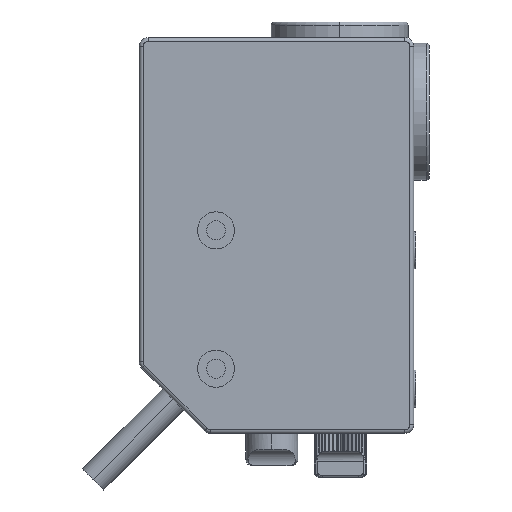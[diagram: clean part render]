
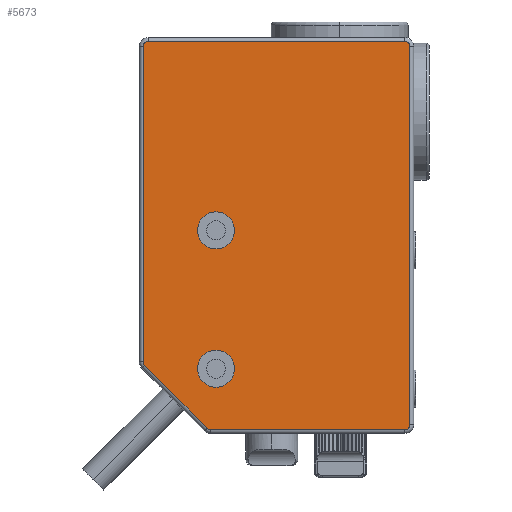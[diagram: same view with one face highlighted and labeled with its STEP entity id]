
A CAD part, left-side view. The second image highlights one B-rep face of the part: STEP entity #5673.
In plain terms, the highlighted face is planar.
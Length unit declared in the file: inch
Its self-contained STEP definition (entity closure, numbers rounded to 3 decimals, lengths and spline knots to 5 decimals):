
#2=CARTESIAN_POINT('',(1.618,0.,1.575));
#3=DIRECTION('',(0.,-1.,0.));
#4=DIRECTION('',(-1.,0.,0.));
#5=AXIS2_PLACEMENT_3D('',#2,#3,#4);
#7=CARTESIAN_POINT('',(1.618,0.,1.575));
#8=DIRECTION('',(0.,-1.,0.));
#9=DIRECTION('',(1.,0.,0.));
#10=AXIS2_PLACEMENT_3D('',#7,#8,#9);
#12=CARTESIAN_POINT('',(0.516,0.,1.575));
#13=DIRECTION('',(0.,-1.,0.));
#14=DIRECTION('',(-1.,0.,0.));
#15=AXIS2_PLACEMENT_3D('',#12,#13,#14);
#17=CARTESIAN_POINT('',(0.516,0.,1.575));
#18=DIRECTION('',(0.,-1.,0.));
#19=DIRECTION('',(1.,0.,0.));
#20=AXIS2_PLACEMENT_3D('',#17,#18,#19);
#22=DIRECTION('',(0.,0.,1.));
#23=VECTOR('',#22,1.54601);
#24=CARTESIAN_POINT('',(0.03,0.,0.07));
#25=LINE('',#24,#23);
#45=CARTESIAN_POINT('',(0.07,0.,0.07));
#46=DIRECTION('',(0.,-1.,0.));
#47=DIRECTION('',(-1.,0.,0.));
#48=AXIS2_PLACEMENT_3D('',#45,#46,#47);
#286=DIRECTION('',(-1.,0.,0.));
#287=VECTOR('',#286,3.013);
#288=CARTESIAN_POINT('',(3.083,0.,0.03));
#289=LINE('',#288,#287);
#314=CARTESIAN_POINT('',(3.083,0.,0.07));
#315=DIRECTION('',(0.,-1.,0.));
#316=DIRECTION('',(0.,0.,-1.));
#317=AXIS2_PLACEMENT_3D('',#314,#315,#316);
#342=DIRECTION('',(0.,0.,-1.));
#343=VECTOR('',#342,2.046);
#344=CARTESIAN_POINT('',(3.123,0.,2.116));
#345=LINE('',#344,#343);
#365=CARTESIAN_POINT('',(3.083,0.,2.116));
#366=DIRECTION('',(0.,-1.,0.));
#367=DIRECTION('',(1.,0.,0.));
#368=AXIS2_PLACEMENT_3D('',#365,#366,#367);
#1578=CARTESIAN_POINT('',(0.56999,0.,2.116));
#1579=DIRECTION('',(0.,1.,0.));
#1580=DIRECTION('',(-0.707,0.,0.707));
#1581=AXIS2_PLACEMENT_3D('',#1578,#1579,#1580);
#1588=DIRECTION('',(1.,0.,0.));
#1589=VECTOR('',#1588,2.51301);
#1590=CARTESIAN_POINT('',(0.56999,0.,2.156));
#1591=LINE('',#1590,#1589);
#1605=DIRECTION('',(-0.707,0.,-0.707));
#1606=VECTOR('',#1605,0.7071);
#1607=CARTESIAN_POINT('',(0.54171,0.,2.14428));
#1608=LINE('',#1607,#1606);
#1619=CARTESIAN_POINT('',(0.07,0.,1.61601));
#1620=DIRECTION('',(0.,-1.,0.));
#1621=DIRECTION('',(-0.707,0.,0.707));
#1622=AXIS2_PLACEMENT_3D('',#1619,#1620,#1621);
#4500=CARTESIAN_POINT('',(0.56999,0.,2.156));
#4501=CARTESIAN_POINT('',(3.083,0.,2.156));
#4502=VERTEX_POINT('',#4500);
#4503=VERTEX_POINT('',#4501);
#4510=CARTESIAN_POINT('',(3.123,0.,2.116));
#4511=VERTEX_POINT('',#4510);
#4512=CARTESIAN_POINT('',(3.123,0.,0.07));
#4513=VERTEX_POINT('',#4512);
#4518=CARTESIAN_POINT('',(3.083,0.,0.03));
#4519=VERTEX_POINT('',#4518);
#4520=CARTESIAN_POINT('',(0.07,0.,0.03));
#4521=VERTEX_POINT('',#4520);
#4526=CARTESIAN_POINT('',(0.03,0.,0.07));
#4527=VERTEX_POINT('',#4526);
#4528=CARTESIAN_POINT('',(0.03,0.,1.61601));
#4529=VERTEX_POINT('',#4528);
#4550=CARTESIAN_POINT('',(1.4705,0.,1.575));
#4551=CARTESIAN_POINT('',(1.7655,0.,1.575));
#4552=VERTEX_POINT('',#4550);
#4553=VERTEX_POINT('',#4551);
#4554=CARTESIAN_POINT('',(0.3685,0.,1.575));
#4555=CARTESIAN_POINT('',(0.6635,0.,1.575));
#4556=VERTEX_POINT('',#4554);
#4557=VERTEX_POINT('',#4555);
#5476=CARTESIAN_POINT('',(0.54171,0.,2.14428));
#5477=CARTESIAN_POINT('',(0.04172,0.,1.64429));
#5478=VERTEX_POINT('',#5476);
#5479=VERTEX_POINT('',#5477);
#5634=CARTESIAN_POINT('',(0.,0.,0.));
#5635=DIRECTION('',(0.,1.,0.));
#5636=DIRECTION('',(1.,0.,0.));
#5637=AXIS2_PLACEMENT_3D('',#5634,#5635,#5636);
#5638=PLANE('',#5637);
#5640=ORIENTED_EDGE('',*,*,#5639,.T.);
#5642=ORIENTED_EDGE('',*,*,#5641,.F.);
#5644=ORIENTED_EDGE('',*,*,#5643,.F.);
#5646=ORIENTED_EDGE('',*,*,#5645,.T.);
#5648=ORIENTED_EDGE('',*,*,#5647,.T.);
#5650=ORIENTED_EDGE('',*,*,#5649,.F.);
#5652=ORIENTED_EDGE('',*,*,#5651,.T.);
#5654=ORIENTED_EDGE('',*,*,#5653,.F.);
#5656=ORIENTED_EDGE('',*,*,#5655,.T.);
#5658=ORIENTED_EDGE('',*,*,#5657,.F.);
#5659=EDGE_LOOP('',(#5640,#5642,#5644,#5646,#5648,#5650,#5652,#5654,#5656,
#5658));
#5660=FACE_OUTER_BOUND('',#5659,.F.);
#5662=ORIENTED_EDGE('',*,*,#5661,.T.);
#5664=ORIENTED_EDGE('',*,*,#5663,.T.);
#5665=EDGE_LOOP('',(#5662,#5664));
#5666=FACE_BOUND('',#5665,.F.);
#5668=ORIENTED_EDGE('',*,*,#5667,.T.);
#5670=ORIENTED_EDGE('',*,*,#5669,.T.);
#5671=EDGE_LOOP('',(#5668,#5670));
#5672=FACE_BOUND('',#5671,.F.);
#5673=ADVANCED_FACE('',(#5660,#5666,#5672),#5638,.F.);
#6=CIRCLE('',#5,0.1475);
#11=CIRCLE('',#10,0.1475);
#16=CIRCLE('',#15,0.1475);
#21=CIRCLE('',#20,0.1475);
#49=CIRCLE('',#48,0.04);
#318=CIRCLE('',#317,0.04);
#369=CIRCLE('',#368,0.04);
#1582=CIRCLE('',#1581,0.04);
#1623=CIRCLE('',#1622,0.04);
#5639=EDGE_CURVE('',#4527,#4529,#25,.T.);
#5641=EDGE_CURVE('',#5479,#4529,#1623,.T.);
#5643=EDGE_CURVE('',#5478,#5479,#1608,.T.);
#5645=EDGE_CURVE('',#5478,#4502,#1582,.T.);
#5647=EDGE_CURVE('',#4502,#4503,#1591,.T.);
#5649=EDGE_CURVE('',#4511,#4503,#369,.T.);
#5651=EDGE_CURVE('',#4511,#4513,#345,.T.);
#5653=EDGE_CURVE('',#4519,#4513,#318,.T.);
#5655=EDGE_CURVE('',#4519,#4521,#289,.T.);
#5657=EDGE_CURVE('',#4527,#4521,#49,.T.);
#5661=EDGE_CURVE('',#4552,#4553,#6,.T.);
#5663=EDGE_CURVE('',#4553,#4552,#11,.T.);
#5667=EDGE_CURVE('',#4556,#4557,#16,.T.);
#5669=EDGE_CURVE('',#4557,#4556,#21,.T.);
